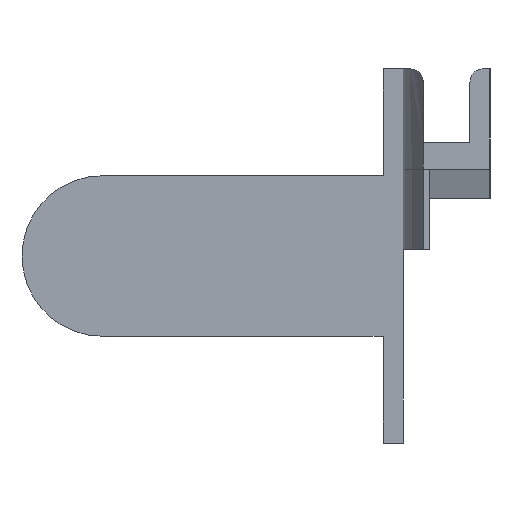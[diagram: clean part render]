
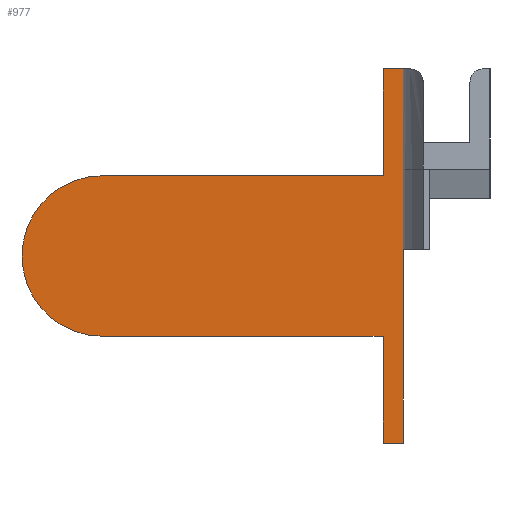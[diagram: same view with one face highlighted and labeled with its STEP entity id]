
A CAD part, left-side view. The second image highlights one B-rep face of the part: STEP entity #977.
In plain terms, the highlighted planar face has unit normal (-1, 0, 0).
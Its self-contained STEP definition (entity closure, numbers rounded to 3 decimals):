
#98 = VECTOR ( 'NONE', #2490, 1000. ) ;
#157 = DIRECTION ( 'NONE',  ( 0., 0., 1. ) ) ;
#158 = DIRECTION ( 'NONE',  ( 1., 0., 0. ) ) ;
#237 = CARTESIAN_POINT ( 'NONE',  ( -3.859, 29., -6.748 ) ) ;
#275 = ORIENTED_EDGE ( 'NONE', *, *, #494, .F. ) ;
#347 = VECTOR ( 'NONE', #2775, 1000. ) ;
#372 = ORIENTED_EDGE ( 'NONE', *, *, #537, .T. ) ;
#386 = CARTESIAN_POINT ( 'NONE',  ( -3.859, 8., 1.252 ) ) ;
#427 = EDGE_CURVE ( 'NONE', #2774, #730, #3053, .T. ) ;
#455 = EDGE_CURVE ( 'NONE', #1931, #477, #3058, .T. ) ;
#473 = EDGE_CURVE ( 'NONE', #2645, #477, #901, .T. ) ;
#477 = VERTEX_POINT ( 'NONE', #2238 ) ;
#485 = EDGE_CURVE ( 'NONE', #1809, #2645, #1876, .T. ) ;
#494 = EDGE_CURVE ( 'NONE', #2774, #1809, #2150, .T. ) ;
#525 = EDGE_CURVE ( 'NONE', #2249, #681, #2178, .T. ) ;
#537 = EDGE_CURVE ( 'NONE', #681, #2980, #564, .T. ) ;
#554 = EDGE_CURVE ( 'NONE', #2980, #1943, #1989, .T. ) ;
#564 = LINE ( 'NONE', #816, #347 ) ;
#568 = EDGE_CURVE ( 'NONE', #1943, #1931, #1253, .T. ) ;
#583 = EDGE_CURVE ( 'NONE', #730, #2249, #1331, .T. ) ;
#681 = VERTEX_POINT ( 'NONE', #1507 ) ;
#707 = VECTOR ( 'NONE', #1665, 1000. ) ;
#730 = VERTEX_POINT ( 'NONE', #2175 ) ;
#768 = CARTESIAN_POINT ( 'NONE',  ( -3.859, 0., 0. ) ) ;
#816 = CARTESIAN_POINT ( 'NONE',  ( -3.859, 0., 1.252 ) ) ;
#862 = CARTESIAN_POINT ( 'NONE',  ( -3.859, 6.5, 0. ) ) ;
#866 = EDGE_LOOP ( 'NONE', ( #958, #1695, #2267, #275, #1082, #1758, #2963, #372, #1212, #1824 ) ) ;
#901 = LINE ( 'NONE', #1596, #98 ) ;
#958 = ORIENTED_EDGE ( 'NONE', *, *, #455, .T. ) ;
#977 = ADVANCED_FACE ( 'NONE', ( #1402 ), #3187, .F. ) ;
#1082 = ORIENTED_EDGE ( 'NONE', *, *, #427, .T. ) ;
#1212 = ORIENTED_EDGE ( 'NONE', *, *, #554, .T. ) ;
#1253 = LINE ( 'NONE', #1468, #3065 ) ;
#1317 = VECTOR ( 'NONE', #2565, 1000. ) ;
#1331 = LINE ( 'NONE', #862, #1410 ) ;
#1402 = FACE_OUTER_BOUND ( 'NONE', #866, .T. ) ;
#1410 = VECTOR ( 'NONE', #1855, 1000. ) ;
#1460 = CARTESIAN_POINT ( 'NONE',  ( -3.859, 8., 0. ) ) ;
#1468 = CARTESIAN_POINT ( 'NONE',  ( -3.859, 0., -6.748 ) ) ;
#1507 = CARTESIAN_POINT ( 'NONE',  ( -3.859, 6.5, 1.252 ) ) ;
#1513 = VECTOR ( 'NONE', #157, 1000. ) ;
#1586 = DIRECTION ( 'NONE',  ( -1., 0., 0. ) ) ;
#1596 = CARTESIAN_POINT ( 'NONE',  ( -3.859, 0., -18.748 ) ) ;
#1665 = DIRECTION ( 'NONE',  ( 0., 0., -1. ) ) ;
#1673 = DIRECTION ( 'NONE',  ( 0., 1., 0. ) ) ;
#1695 = ORIENTED_EDGE ( 'NONE', *, *, #473, .F. ) ;
#1758 = ORIENTED_EDGE ( 'NONE', *, *, #583, .T. ) ;
#1809 = VERTEX_POINT ( 'NONE', #2315 ) ;
#1824 = ORIENTED_EDGE ( 'NONE', *, *, #568, .T. ) ;
#1855 = DIRECTION ( 'NONE',  ( 0., 0., 1. ) ) ;
#1876 = LINE ( 'NONE', #3186, #1513 ) ;
#1931 = VERTEX_POINT ( 'NONE', #237 ) ;
#1943 = VERTEX_POINT ( 'NONE', #3252 ) ;
#1970 = CARTESIAN_POINT ( 'NONE',  ( -3.859, 6.5, -26.748 ) ) ;
#1989 = LINE ( 'NONE', #1460, #707 ) ;
#2039 = DIRECTION ( 'NONE',  ( 0., 0., -1. ) ) ;
#2150 = LINE ( 'NONE', #2746, #2241 ) ;
#2175 = CARTESIAN_POINT ( 'NONE',  ( -3.859, 6.5, -12.248 ) ) ;
#2178 = LINE ( 'NONE', #2518, #2852 ) ;
#2238 = CARTESIAN_POINT ( 'NONE',  ( -3.859, 29., -18.748 ) ) ;
#2241 = VECTOR ( 'NONE', #2968, 1000. ) ;
#2249 = VERTEX_POINT ( 'NONE', #2593 ) ;
#2267 = ORIENTED_EDGE ( 'NONE', *, *, #485, .F. ) ;
#2314 = CARTESIAN_POINT ( 'NONE',  ( -3.859, 6.5, 0. ) ) ;
#2315 = CARTESIAN_POINT ( 'NONE',  ( -3.859, 8., -26.748 ) ) ;
#2383 = AXIS2_PLACEMENT_3D ( 'NONE', #768, #158, #2039 ) ;
#2420 = CARTESIAN_POINT ( 'NONE',  ( -3.859, 8., -18.748 ) ) ;
#2465 = AXIS2_PLACEMENT_3D ( 'NONE', #2932, #1586, #3156 ) ;
#2490 = DIRECTION ( 'NONE',  ( 0., 1., 0. ) ) ;
#2518 = CARTESIAN_POINT ( 'NONE',  ( -3.859, 6.5, 0. ) ) ;
#2565 = DIRECTION ( 'NONE',  ( 0., 0., 1. ) ) ;
#2593 = CARTESIAN_POINT ( 'NONE',  ( -3.859, 6.5, -6.248 ) ) ;
#2645 = VERTEX_POINT ( 'NONE', #2420 ) ;
#2746 = CARTESIAN_POINT ( 'NONE',  ( -3.859, 0., -26.748 ) ) ;
#2766 = DIRECTION ( 'NONE',  ( 0., 0., 1. ) ) ;
#2774 = VERTEX_POINT ( 'NONE', #1970 ) ;
#2775 = DIRECTION ( 'NONE',  ( 0., 1., 0. ) ) ;
#2852 = VECTOR ( 'NONE', #2766, 1000. ) ;
#2932 = CARTESIAN_POINT ( 'NONE',  ( -3.859, 29., -12.748 ) ) ;
#2963 = ORIENTED_EDGE ( 'NONE', *, *, #525, .T. ) ;
#2968 = DIRECTION ( 'NONE',  ( 0., 1., 0. ) ) ;
#2980 = VERTEX_POINT ( 'NONE', #386 ) ;
#3053 = LINE ( 'NONE', #2314, #1317 ) ;
#3058 = CIRCLE ( 'NONE', #2465, 6. ) ;
#3065 = VECTOR ( 'NONE', #1673, 1000. ) ;
#3156 = DIRECTION ( 'NONE',  ( 0., 0., -1. ) ) ;
#3186 = CARTESIAN_POINT ( 'NONE',  ( -3.859, 8., 0. ) ) ;
#3187 = PLANE ( 'NONE',  #2383 ) ;
#3252 = CARTESIAN_POINT ( 'NONE',  ( -3.859, 8., -6.748 ) ) ;
